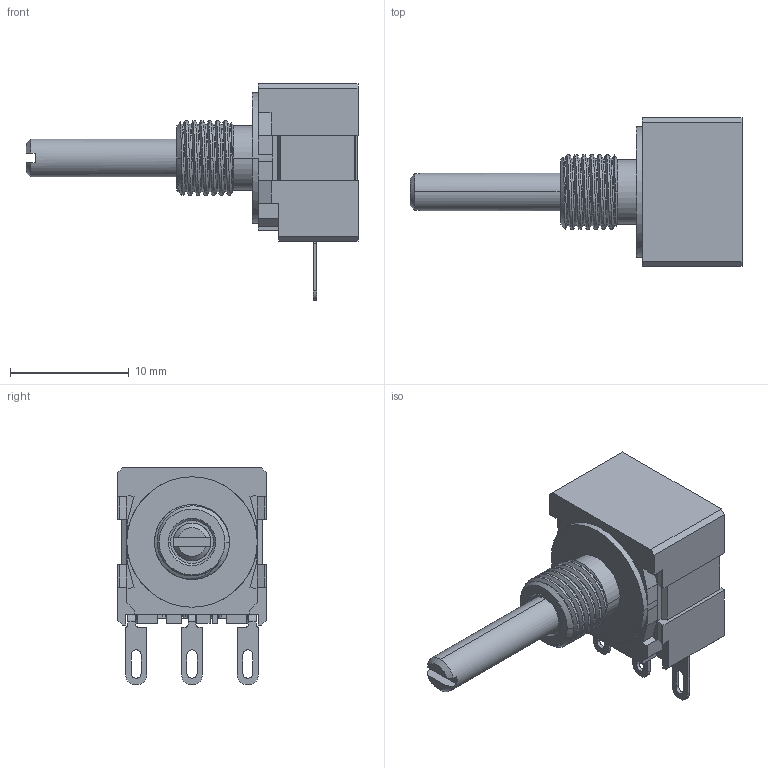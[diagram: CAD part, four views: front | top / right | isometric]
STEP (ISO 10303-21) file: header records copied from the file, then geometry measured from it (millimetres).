
FILE_DESCRIPTION((''),'2;1');
FILE_NAME('53CAD-E24','2017-02-27T',('RICKB'),('Bourns, Inc.'),'CREO PARAMETRIC BY PTC INC, 2016130','CREO PARAMETRIC BY PTC INC, 2016130','');
FILE_SCHEMA(('CONFIG_CONTROL_DESIGN'));
Length unit declared in the file: inch
Products named in the file (1): 53CAD-E24
Bounding box: 27.94 x 12.5 x 18.22 mm (x, y, z)
Volume: 1542.3 mm3; surface area: 1360.3 mm2
Topology: 1 solids, 6 shells, 587 faces, 1572 edges, 1025 vertices
Faces by surface type: plane 396, cylinder 116, extrusion 55, bspline 12, cone 8
Entity records: 22266 total; most frequent: CARTESIAN_POINT 7735, ORIENTED_EDGE 3144, DIRECTION 2715, EDGE_CURVE 1572, VECTOR 1217, LINE 1162, VERTEX_POINT 1025, AXIS2_PLACEMENT_3D 749
